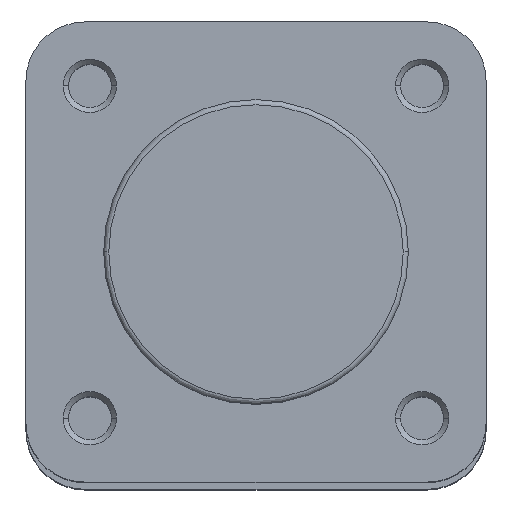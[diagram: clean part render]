
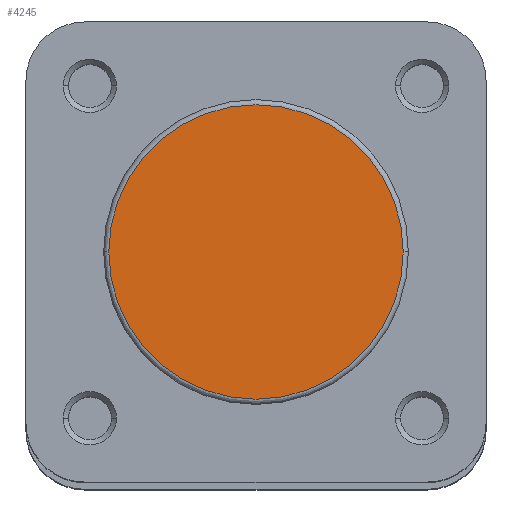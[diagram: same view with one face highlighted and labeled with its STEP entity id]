
A CAD part, top view. The second image highlights one B-rep face of the part: STEP entity #4245.
In plain terms, the highlighted planar face has unit normal (0, 0, 1).
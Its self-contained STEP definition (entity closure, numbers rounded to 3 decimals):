
#445 = CARTESIAN_POINT ( 'NONE',  ( 0., 14.9, 0. ) ) ;
#446 = PLANE ( 'NONE',  #4771 ) ;
#447 = DIRECTION ( 'NONE',  ( 0., 0., -1. ) ) ;
#448 = DIRECTION ( 'NONE',  ( -1., 0., 0. ) ) ;
#536 = CARTESIAN_POINT ( 'NONE',  ( 0., 0., 0. ) ) ;
#537 = DIRECTION ( 'NONE',  ( 0., 0., 1. ) ) ;
#538 = DIRECTION ( 'NONE',  ( -1., 0., 0. ) ) ;
#640 = CARTESIAN_POINT ( 'NONE',  ( 0., 0., 0. ) ) ;
#643 = DIRECTION ( 'NONE',  ( 0., 0., 1. ) ) ;
#644 = DIRECTION ( 'NONE',  ( -1., 0., 0. ) ) ;
#1480 = CARTESIAN_POINT ( 'NONE',  ( -14.4, 0., 0. ) ) ;
#1481 = CARTESIAN_POINT ( 'NONE',  ( 14.4, 0., 0. ) ) ;
#2362 = FACE_OUTER_BOUND ( 'NONE', #4323, .T. ) ;
#2422 = CIRCLE ( 'NONE', #4789, 14.4 ) ;
#2485 = CIRCLE ( 'NONE', #4814, 14.4 ) ;
#2647 = VERTEX_POINT ( 'NONE', #1480 ) ;
#2648 = VERTEX_POINT ( 'NONE', #1481 ) ;
#3582 = ORIENTED_EDGE ( 'NONE', *, *, #4377, .T. ) ;
#3583 = ORIENTED_EDGE ( 'NONE', *, *, #4419, .T. ) ;
#4245 = ADVANCED_FACE ( 'NONE', ( #2362 ), #446, .F. ) ;
#4323 = EDGE_LOOP ( 'NONE', ( #3583, #3582 ) ) ;
#4377 = EDGE_CURVE ( 'NONE', #2648, #2647, #2422, .T. ) ;
#4419 = EDGE_CURVE ( 'NONE', #2647, #2648, #2485, .T. ) ;
#4771 = AXIS2_PLACEMENT_3D ( 'NONE', #445, #447, #448 ) ;
#4789 = AXIS2_PLACEMENT_3D ( 'NONE', #536, #537, #538 ) ;
#4814 = AXIS2_PLACEMENT_3D ( 'NONE', #640, #643, #644 ) ;
